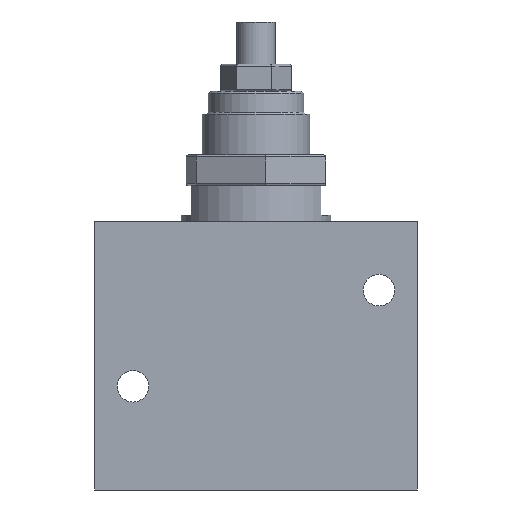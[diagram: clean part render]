
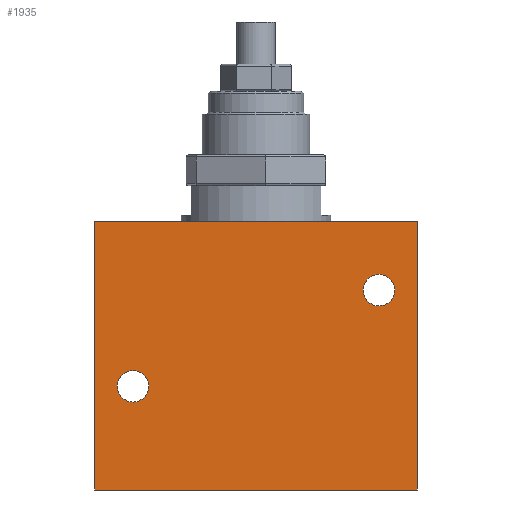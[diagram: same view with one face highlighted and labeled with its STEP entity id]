
A CAD part, front view. The second image highlights one B-rep face of the part: STEP entity #1935.
In plain terms, the highlighted planar face has unit normal (0, -1, 0).
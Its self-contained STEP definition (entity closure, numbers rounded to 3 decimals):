
#77=PLANE('',#2065);
#115=LINE('',#2675,#213);
#119=LINE('',#2684,#217);
#124=LINE('',#2698,#222);
#126=LINE('',#2706,#224);
#213=VECTOR('',#2268,1000.);
#217=VECTOR('',#2274,1000.);
#222=VECTOR('',#2287,1000.);
#224=VECTOR('',#2295,1000.);
#367=ORIENTED_EDGE('',*,*,#673,.T.);
#368=ORIENTED_EDGE('',*,*,#674,.T.);
#369=ORIENTED_EDGE('',*,*,#675,.T.);
#370=ORIENTED_EDGE('',*,*,#664,.T.);
#371=ORIENTED_EDGE('',*,*,#660,.T.);
#372=ORIENTED_EDGE('',*,*,#671,.T.);
#660=EDGE_CURVE('',#822,#823,#115,.T.);
#664=EDGE_CURVE('',#826,#822,#119,.T.);
#671=EDGE_CURVE('',#823,#831,#124,.T.);
#673=EDGE_CURVE('',#832,#832,#934,.T.);
#674=EDGE_CURVE('',#833,#833,#935,.T.);
#675=EDGE_CURVE('',#831,#826,#126,.T.);
#822=VERTEX_POINT('',#2676);
#823=VERTEX_POINT('',#2677);
#826=VERTEX_POINT('',#2685);
#831=VERTEX_POINT('',#2699);
#832=VERTEX_POINT('',#2703);
#833=VERTEX_POINT('',#2705);
#934=CIRCLE('',#2066,2.05);
#935=CIRCLE('',#2067,2.05);
#993=EDGE_LOOP('',(#367));
#994=EDGE_LOOP('',(#368));
#995=EDGE_LOOP('',(#369,#370,#371,#372));
#1129=FACE_BOUND('',#993,.T.);
#1130=FACE_BOUND('',#994,.T.);
#1131=FACE_BOUND('',#995,.T.);
#1935=ADVANCED_FACE('',(#1129,#1130,#1131),#77,.T.);
#2065=AXIS2_PLACEMENT_3D('',#2701,#2289,#2290);
#2066=AXIS2_PLACEMENT_3D('',#2702,#2291,#2292);
#2067=AXIS2_PLACEMENT_3D('',#2704,#2293,#2294);
#2268=DIRECTION('',(0.,0.,1.));
#2274=DIRECTION('',(1.,0.,0.));
#2287=DIRECTION('',(-1.,0.,0.));
#2289=DIRECTION('',(0.,-1.,0.));
#2290=DIRECTION('',(0.,0.,-1.));
#2291=DIRECTION('',(0.,1.,0.));
#2292=DIRECTION('',(0.,0.,-1.));
#2293=DIRECTION('',(0.,1.,0.));
#2294=DIRECTION('',(0.,0.,-1.));
#2295=DIRECTION('',(0.,0.,-1.));
#2675=CARTESIAN_POINT('',(21.,0.,-21.));
#2676=CARTESIAN_POINT('',(21.,0.,-17.5));
#2677=CARTESIAN_POINT('',(21.,0.,17.5));
#2684=CARTESIAN_POINT('',(-17.5,0.,-17.5));
#2685=CARTESIAN_POINT('',(-21.,0.,-17.5));
#2698=CARTESIAN_POINT('',(17.5,0.,17.5));
#2699=CARTESIAN_POINT('',(-21.,0.,17.5));
#2701=CARTESIAN_POINT('',(0.,0.,0.));
#2702=CARTESIAN_POINT('',(-16.,0.,-4.));
#2703=CARTESIAN_POINT('',(-16.,0.,-6.05));
#2704=CARTESIAN_POINT('',(16.,0.,8.5));
#2705=CARTESIAN_POINT('',(16.,0.,6.45));
#2706=CARTESIAN_POINT('',(-21.,0.,21.));
